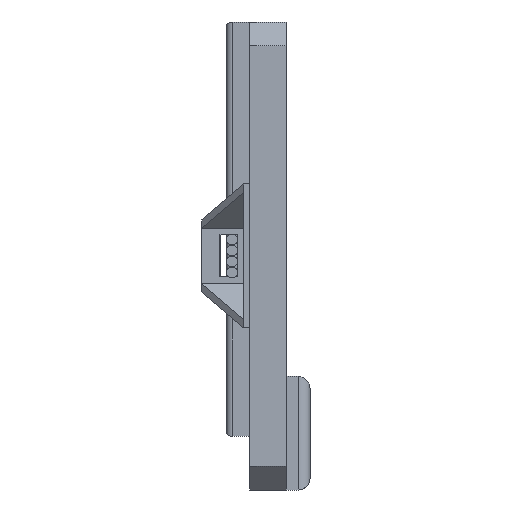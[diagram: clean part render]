
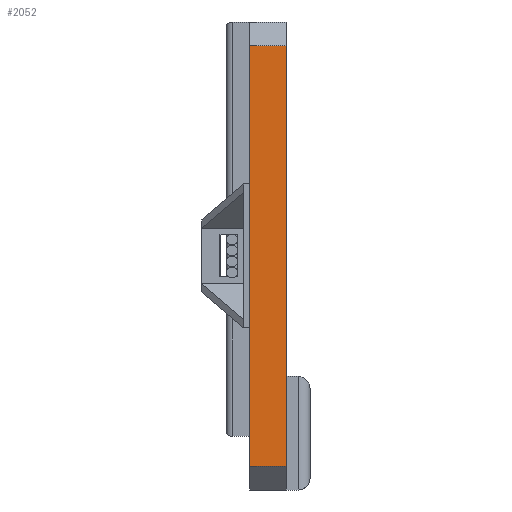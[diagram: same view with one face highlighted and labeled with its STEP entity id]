
A CAD part, left-side view. The second image highlights one B-rep face of the part: STEP entity #2052.
In plain terms, the highlighted planar face has unit normal (-1, 0, 0).
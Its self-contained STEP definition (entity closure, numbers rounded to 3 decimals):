
#41=PLANE('',#2232);
#140=FACE_OUTER_BOUND('',#260,.T.);
#260=EDGE_LOOP('',(#1573,#1574,#1575,#1576));
#407=LINE('',#3163,#631);
#428=LINE('',#3218,#652);
#439=LINE('',#3249,#663);
#441=LINE('',#3252,#665);
#631=VECTOR('',#2537,1000.);
#652=VECTOR('',#2572,1000.);
#663=VECTOR('',#2595,1000.);
#665=VECTOR('',#2599,1000.);
#962=VERTEX_POINT('',#3160);
#963=VERTEX_POINT('',#3162);
#989=VERTEX_POINT('',#3215);
#990=VERTEX_POINT('',#3217);
#1177=EDGE_CURVE('',#962,#963,#407,.T.);
#1204=EDGE_CURVE('',#990,#989,#428,.T.);
#1220=EDGE_CURVE('',#962,#990,#439,.T.);
#1222=EDGE_CURVE('',#963,#989,#441,.T.);
#1573=ORIENTED_EDGE('',*,*,#1204,.T.);
#1574=ORIENTED_EDGE('',*,*,#1222,.F.);
#1575=ORIENTED_EDGE('',*,*,#1177,.F.);
#1576=ORIENTED_EDGE('',*,*,#1220,.T.);
#2052=ADVANCED_FACE('',(#140),#41,.F.);
#2232=AXIS2_PLACEMENT_3D('',#3251,#2597,#2598);
#2537=DIRECTION('',(0.,0.,1.));
#2572=DIRECTION('',(0.,0.,1.));
#2595=DIRECTION('',(0.,-1.,0.));
#2597=DIRECTION('center_axis',(1.,0.,0.));
#2598=DIRECTION('ref_axis',(0.,0.,-1.));
#2599=DIRECTION('',(0.,-1.,0.));
#3160=CARTESIAN_POINT('',(-35.216,3.,-13.804));
#3162=CARTESIAN_POINT('',(-35.216,3.,21.196));
#3163=CARTESIAN_POINT('',(-35.216,3.,-13.804));
#3215=CARTESIAN_POINT('',(-35.216,0.,21.196));
#3217=CARTESIAN_POINT('',(-35.216,0.,-13.804));
#3218=CARTESIAN_POINT('',(-35.216,0.,-13.804));
#3249=CARTESIAN_POINT('',(-35.216,3.,-13.804));
#3251=CARTESIAN_POINT('Origin',(-35.216,3.,-13.804));
#3252=CARTESIAN_POINT('',(-35.216,3.,21.196));
